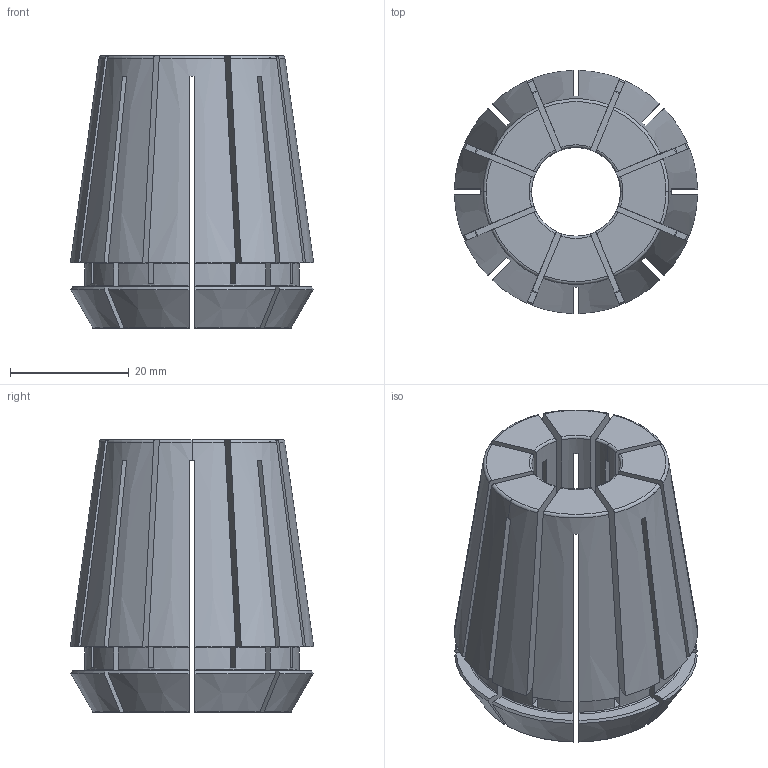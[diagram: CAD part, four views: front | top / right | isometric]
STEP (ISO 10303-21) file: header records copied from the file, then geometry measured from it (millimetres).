
FILE_DESCRIPTION(('HOOPS Exchange Step'),'2;1');
FILE_NAME('export-3204A38E-D3AE-40A1-9C2F-8991805C0E79.stp','2022-02-07T09:16:18+01:00',('Engineering'),('Alibre'),'HOOPS Exchange 2021.0','Alibre','Unknown authorisation');
FILE_SCHEMA( ('AP242_MANAGED_MODEL_BASED_3D_ENGINEERING_MIM_LF {1 0 10303 442 1 1 4 }') );
Length unit declared in the file: millimetre
Products named in the file (1): 5833 Single ER 40 Collet 15.00mm Swiss Quality
Bounding box: 40.99 x 40.99 x 46 mm (x, y, z)
Volume: 32770.1 mm3; surface area: 21886 mm2
Topology: 1 solids, 1 shells, 184 faces, 548 edges, 364 vertices
Faces by surface type: plane 88, torus 60, cone 26, cylinder 10
Entity records: 7779 total; most frequent: CARTESIAN_POINT 2970, ORIENTED_EDGE 1096, DIRECTION 952, EDGE_CURVE 548, AXIS2_PLACEMENT_3D 378, VERTEX_POINT 364, VECTOR 196, LINE 196
